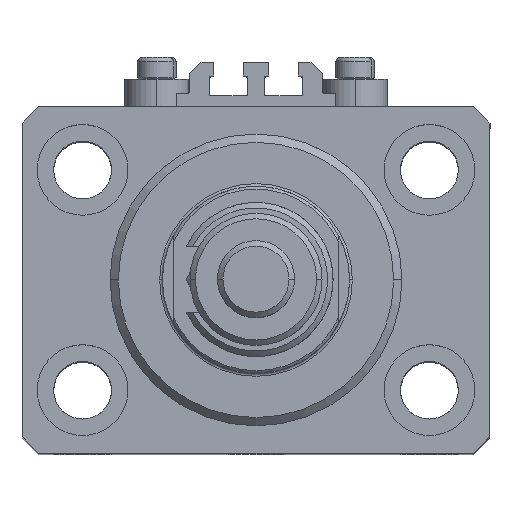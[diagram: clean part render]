
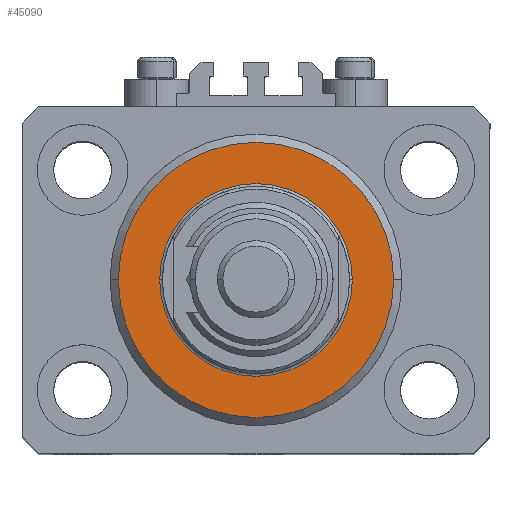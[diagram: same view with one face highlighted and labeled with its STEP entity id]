
A CAD part, top view. The second image highlights one B-rep face of the part: STEP entity #45090.
In plain terms, the highlighted face is planar.
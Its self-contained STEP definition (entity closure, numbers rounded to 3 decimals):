
#169 = FACE_BOUND ( 'NONE', #30703, .T. ) ;
#1572 = DIRECTION ( 'NONE',  ( 1., 0., 0. ) ) ;
#2690 = CARTESIAN_POINT ( 'NONE',  ( -17.5, 0., 0. ) ) ;
#2890 = DIRECTION ( 'NONE',  ( 0., 0., -1. ) ) ;
#3668 = EDGE_LOOP ( 'NONE', ( #48356, #26334 ) ) ;
#3813 = FACE_OUTER_BOUND ( 'NONE', #3668, .T. ) ;
#5072 = EDGE_CURVE ( 'NONE', #7510, #25699, #9807, .T. ) ;
#6496 = CARTESIAN_POINT ( 'NONE',  ( 0., 0., 0. ) ) ;
#7282 = AXIS2_PLACEMENT_3D ( 'NONE', #44081, #33321, #1572 ) ;
#7510 = VERTEX_POINT ( 'NONE', #2690 ) ;
#7974 = AXIS2_PLACEMENT_3D ( 'NONE', #42951, #2890, #13872 ) ;
#9807 = CIRCLE ( 'NONE', #7282, 17.5 ) ;
#10920 = DIRECTION ( 'NONE',  ( 0., 0., 1. ) ) ;
#13459 = AXIS2_PLACEMENT_3D ( 'NONE', #21035, #16116, #33007 ) ;
#13872 = DIRECTION ( 'NONE',  ( 1., 0., 0. ) ) ;
#16045 = PLANE ( 'NONE',  #19239 ) ;
#16116 = DIRECTION ( 'NONE',  ( 0., 0., -1. ) ) ;
#19239 = AXIS2_PLACEMENT_3D ( 'NONE', #36081, #27505, #19686 ) ;
#19686 = DIRECTION ( 'NONE',  ( 1., 0., 0. ) ) ;
#20556 = AXIS2_PLACEMENT_3D ( 'NONE', #6496, #10920, #26802 ) ;
#21035 = CARTESIAN_POINT ( 'NONE',  ( 0., 0., 0. ) ) ;
#21265 = CIRCLE ( 'NONE', #7974, 25. ) ;
#21862 = VERTEX_POINT ( 'NONE', #48763 ) ;
#25699 = VERTEX_POINT ( 'NONE', #35201 ) ;
#26334 = ORIENTED_EDGE ( 'NONE', *, *, #27846, .T. ) ;
#26802 = DIRECTION ( 'NONE',  ( 1., 0., 0. ) ) ;
#27505 = DIRECTION ( 'NONE',  ( 0., 0., 1. ) ) ;
#27846 = EDGE_CURVE ( 'NONE', #41622, #21862, #21265, .T. ) ;
#28088 = ORIENTED_EDGE ( 'NONE', *, *, #5072, .T. ) ;
#30536 = EDGE_CURVE ( 'NONE', #25699, #7510, #47977, .T. ) ;
#30703 = EDGE_LOOP ( 'NONE', ( #32350, #28088 ) ) ;
#32350 = ORIENTED_EDGE ( 'NONE', *, *, #30536, .T. ) ;
#33007 = DIRECTION ( 'NONE',  ( 1., 0., 0. ) ) ;
#33321 = DIRECTION ( 'NONE',  ( 0., 0., 1. ) ) ;
#35201 = CARTESIAN_POINT ( 'NONE',  ( 17.5, 0., 0. ) ) ;
#36081 = CARTESIAN_POINT ( 'NONE',  ( 0., 0., 0. ) ) ;
#39236 = CIRCLE ( 'NONE', #13459, 25. ) ;
#41622 = VERTEX_POINT ( 'NONE', #51165 ) ;
#42951 = CARTESIAN_POINT ( 'NONE',  ( 0., 0., 0. ) ) ;
#44081 = CARTESIAN_POINT ( 'NONE',  ( 0., 0., 0. ) ) ;
#45090 = ADVANCED_FACE ( 'NONE', ( #169, #3813 ), #16045, .F. ) ;
#46098 = EDGE_CURVE ( 'NONE', #21862, #41622, #39236, .T. ) ;
#47977 = CIRCLE ( 'NONE', #20556, 17.5 ) ;
#48356 = ORIENTED_EDGE ( 'NONE', *, *, #46098, .T. ) ;
#48763 = CARTESIAN_POINT ( 'NONE',  ( 25., 0., 0. ) ) ;
#51165 = CARTESIAN_POINT ( 'NONE',  ( -25., 0., 0. ) ) ;
